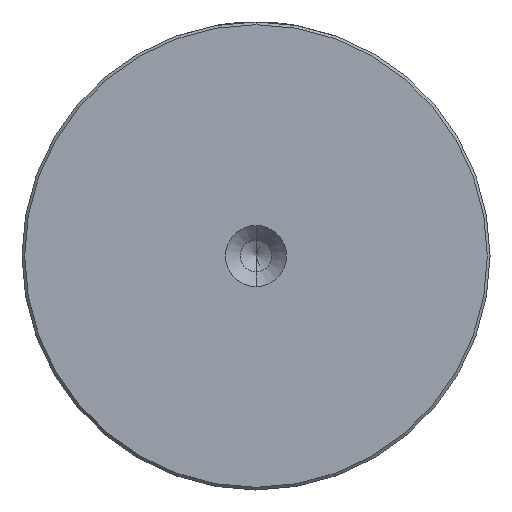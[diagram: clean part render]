
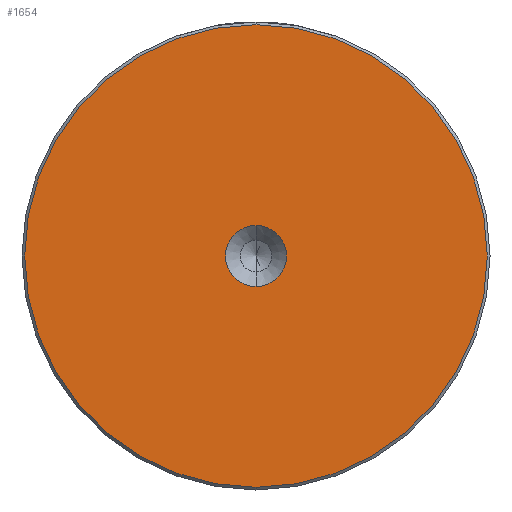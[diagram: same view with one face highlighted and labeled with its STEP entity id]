
A CAD part, left-side view. The second image highlights one B-rep face of the part: STEP entity #1654.
In plain terms, the highlighted planar face has unit normal (-1, 0, 0).
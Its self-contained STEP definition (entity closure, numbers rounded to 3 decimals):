
#54 = AXIS2_PLACEMENT_3D ( 'NONE', #599, #593, #584 ) ;
#82 = CARTESIAN_POINT ( 'NONE',  ( 0., 0., 0. ) ) ;
#186 = DIRECTION ( 'NONE',  ( 0., 0., 1. ) ) ;
#209 = AXIS2_PLACEMENT_3D ( 'NONE', #82, #1477, #302 ) ;
#235 = ORIENTED_EDGE ( 'NONE', *, *, #1546, .F. ) ;
#240 = DIRECTION ( 'NONE',  ( 0., 0., 1. ) ) ;
#249 = DIRECTION ( 'NONE',  ( -1., 0., 0. ) ) ;
#254 = CARTESIAN_POINT ( 'NONE',  ( 0., 0., 0. ) ) ;
#261 = ORIENTED_EDGE ( 'NONE', *, *, #617, .T. ) ;
#296 = EDGE_CURVE ( 'NONE', #2090, #1368, #1643, .T. ) ;
#302 = DIRECTION ( 'NONE',  ( 0., 0., 1. ) ) ;
#584 = DIRECTION ( 'NONE',  ( 0., 0., 1. ) ) ;
#593 = DIRECTION ( 'NONE',  ( -1., 0., 0. ) ) ;
#599 = CARTESIAN_POINT ( 'NONE',  ( 0., 0., 0. ) ) ;
#617 = EDGE_CURVE ( 'NONE', #1368, #2090, #1155, .T. ) ;
#650 = CIRCLE ( 'NONE', #1583, 5.6 ) ;
#655 = CARTESIAN_POINT ( 'NONE',  ( 0., 0., -5.6 ) ) ;
#695 = ORIENTED_EDGE ( 'NONE', *, *, #1577, .F. ) ;
#717 = EDGE_LOOP ( 'NONE', ( #261, #2555 ) ) ;
#734 = CARTESIAN_POINT ( 'NONE',  ( 0., 0., -42.5 ) ) ;
#861 = EDGE_LOOP ( 'NONE', ( #235, #695 ) ) ;
#949 = CIRCLE ( 'NONE', #1716, 5.6 ) ;
#1030 = VERTEX_POINT ( 'NONE', #655 ) ;
#1155 = CIRCLE ( 'NONE', #1975, 42.5 ) ;
#1158 = VERTEX_POINT ( 'NONE', #1242 ) ;
#1176 = DIRECTION ( 'NONE',  ( -1., 0., 0. ) ) ;
#1242 = CARTESIAN_POINT ( 'NONE',  ( 0., 0., 5.6 ) ) ;
#1368 = VERTEX_POINT ( 'NONE', #734 ) ;
#1375 = DIRECTION ( 'NONE',  ( -1., 0., 0. ) ) ;
#1412 = FACE_OUTER_BOUND ( 'NONE', #717, .T. ) ;
#1477 = DIRECTION ( 'NONE',  ( -1., 0., 0. ) ) ;
#1546 = EDGE_CURVE ( 'NONE', #1158, #1030, #650, .T. ) ;
#1577 = EDGE_CURVE ( 'NONE', #1030, #1158, #949, .T. ) ;
#1583 = AXIS2_PLACEMENT_3D ( 'NONE', #2536, #1375, #186 ) ;
#1643 = CIRCLE ( 'NONE', #54, 42.5 ) ;
#1654 = ADVANCED_FACE ( 'NONE', ( #1412, #2328 ), #2443, .T. ) ;
#1716 = AXIS2_PLACEMENT_3D ( 'NONE', #2346, #1176, #2551 ) ;
#1975 = AXIS2_PLACEMENT_3D ( 'NONE', #254, #249, #240 ) ;
#2090 = VERTEX_POINT ( 'NONE', #2266 ) ;
#2266 = CARTESIAN_POINT ( 'NONE',  ( 0., 0., 42.5 ) ) ;
#2328 = FACE_BOUND ( 'NONE', #861, .T. ) ;
#2346 = CARTESIAN_POINT ( 'NONE',  ( 0., 0., 0. ) ) ;
#2443 = PLANE ( 'NONE',  #209 ) ;
#2536 = CARTESIAN_POINT ( 'NONE',  ( 0., 0., 0. ) ) ;
#2551 = DIRECTION ( 'NONE',  ( 0., 0., 1. ) ) ;
#2555 = ORIENTED_EDGE ( 'NONE', *, *, #296, .T. ) ;
